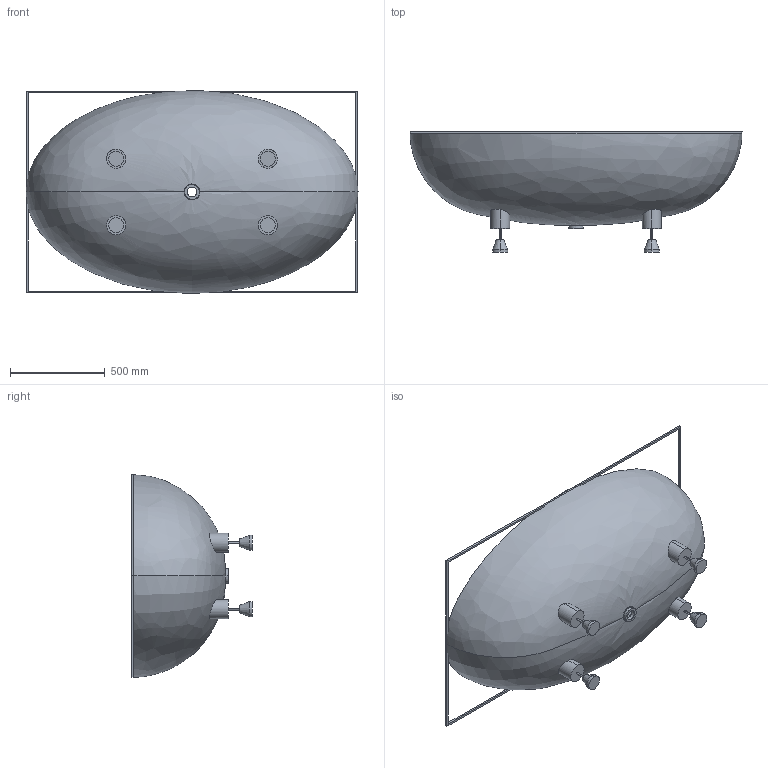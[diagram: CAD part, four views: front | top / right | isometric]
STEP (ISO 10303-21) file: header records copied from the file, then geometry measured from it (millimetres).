
FILE_DESCRIPTION (( 'STEP AP214' ), '1' );
FILE_NAME ('EPIT.STEP', '2018-04-13T10:16:19', ( 'Admin' ), ( '' ), 'SwSTEP 2.0', 'SolidWorks 2017', '' );
FILE_SCHEMA (( 'AUTOMOTIVE_DESIGN' ));
Length unit declared in the file: millimetre
Products named in the file (1): EPIT
Bounding box: 1751 x 635 x 1070.23 mm (x, y, z)
Volume: 36847541.6 mm3; surface area: 5524668.7 mm2
Topology: 2 solids, 2 shells, 68 faces, 141 edges, 89 vertices
Faces by surface type: cylinder 24, plane 24, bspline 12, cone 8
Entity records: 21565 total; most frequent: CARTESIAN_POINT 20130, ORIENTED_EDGE 282, DIRECTION 266, EDGE_CURVE 141, AXIS2_PLACEMENT_3D 105, VERTEX_POINT 89, EDGE_LOOP 84, FACE_OUTER_BOUND 68
